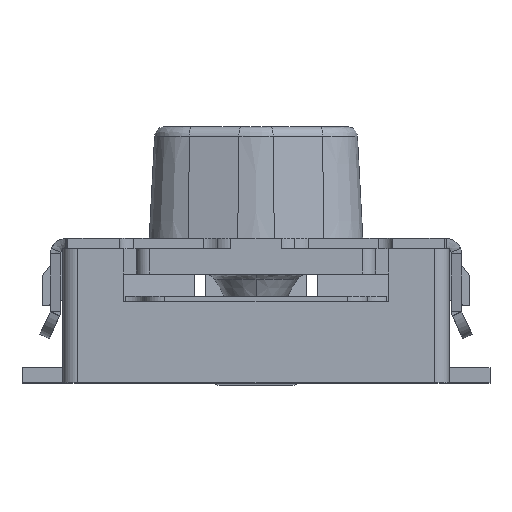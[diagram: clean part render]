
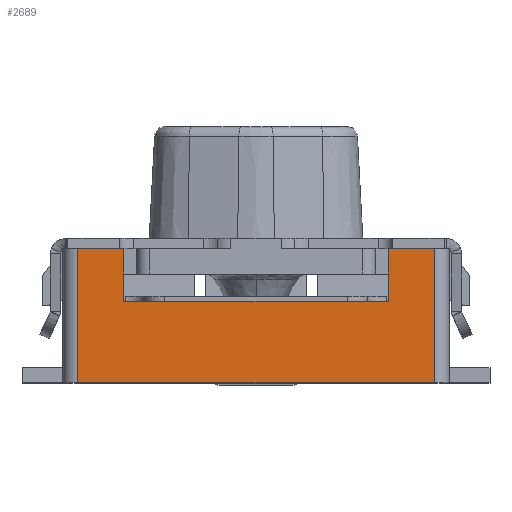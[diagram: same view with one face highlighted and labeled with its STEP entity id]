
A CAD part, top view. The second image highlights one B-rep face of the part: STEP entity #2689.
In plain terms, the highlighted planar face has unit normal (0, 0, 1).
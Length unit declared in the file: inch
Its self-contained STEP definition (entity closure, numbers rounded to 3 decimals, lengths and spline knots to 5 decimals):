
#499 = LINE ( 'NONE', #13327, #6919 ) ;
#522 = VECTOR ( 'NONE', #9106, 39.37008 ) ;
#773 = CARTESIAN_POINT ( 'NONE',  ( 0.05118, 0., 0.05512 ) ) ;
#780 = DIRECTION ( 'NONE',  ( -1., 0., 0. ) ) ;
#945 = CARTESIAN_POINT ( 'NONE',  ( 0.05118, 0.05197, 0.05512 ) ) ;
#1250 = VERTEX_POINT ( 'NONE', #5499 ) ;
#1262 = DIRECTION ( 'NONE',  ( 0., 1., 0. ) ) ;
#1684 = LINE ( 'NONE', #11358, #522 ) ;
#1734 = CARTESIAN_POINT ( 'NONE',  ( -0.0748, 0., 0.05512 ) ) ;
#1788 = CARTESIAN_POINT ( 'NONE',  ( -0.05118, 0.05197, 0.05512 ) ) ;
#2163 = ORIENTED_EDGE ( 'NONE', *, *, #8531, .T. ) ;
#2332 = VECTOR ( 'NONE', #5455, 39.37008 ) ;
#2425 = LINE ( 'NONE', #4550, #8370 ) ;
#2538 = CARTESIAN_POINT ( 'NONE',  ( -0.0748, 0.0315, 0.05512 ) ) ;
#2689 = ADVANCED_FACE ( 'NONE', ( #2826 ), #7480, .T. ) ;
#2723 = VECTOR ( 'NONE', #5149, 39.37008 ) ;
#2826 = FACE_OUTER_BOUND ( 'NONE', #9491, .T. ) ;
#2896 = DIRECTION ( 'NONE',  ( 0., 0., 1. ) ) ;
#2972 = DIRECTION ( 'NONE',  ( 1., 0., 0. ) ) ;
#3210 = ORIENTED_EDGE ( 'NONE', *, *, #9648, .T. ) ;
#3283 = ORIENTED_EDGE ( 'NONE', *, *, #4826, .T. ) ;
#4185 = CARTESIAN_POINT ( 'NONE',  ( -0.0689, 0., 0.05512 ) ) ;
#4256 = VERTEX_POINT ( 'NONE', #945 ) ;
#4307 = VERTEX_POINT ( 'NONE', #12550 ) ;
#4410 = DIRECTION ( 'NONE',  ( 0., -1., 0. ) ) ;
#4536 = EDGE_CURVE ( 'NONE', #1250, #11604, #13682, .T. ) ;
#4550 = CARTESIAN_POINT ( 'NONE',  ( -0.05118, 0., 0.05512 ) ) ;
#4787 = ORIENTED_EDGE ( 'NONE', *, *, #5804, .T. ) ;
#4826 = EDGE_CURVE ( 'NONE', #11002, #4256, #1684, .T. ) ;
#5149 = DIRECTION ( 'NONE',  ( 0., 1., 0. ) ) ;
#5455 = DIRECTION ( 'NONE',  ( 0., -1., 0. ) ) ;
#5499 = CARTESIAN_POINT ( 'NONE',  ( 0.0689, 0., 0.05512 ) ) ;
#5521 = LINE ( 'NONE', #773, #2332 ) ;
#5669 = VERTEX_POINT ( 'NONE', #1788 ) ;
#5730 = EDGE_CURVE ( 'NONE', #4307, #11604, #14625, .T. ) ;
#5804 = EDGE_CURVE ( 'NONE', #8240, #5669, #2425, .T. ) ;
#5833 = AXIS2_PLACEMENT_3D ( 'NONE', #1734, #2896, #2972 ) ;
#6129 = VERTEX_POINT ( 'NONE', #11124 ) ;
#6300 = LINE ( 'NONE', #10946, #2723 ) ;
#6608 = DIRECTION ( 'NONE',  ( -1., 0., 0. ) ) ;
#6643 = VECTOR ( 'NONE', #4410, 39.37008 ) ;
#6919 = VECTOR ( 'NONE', #6608, 39.37008 ) ;
#6967 = LINE ( 'NONE', #2538, #14089 ) ;
#7480 = PLANE ( 'NONE',  #5833 ) ;
#8108 = ORIENTED_EDGE ( 'NONE', *, *, #14743, .T. ) ;
#8240 = VERTEX_POINT ( 'NONE', #12673 ) ;
#8370 = VECTOR ( 'NONE', #1262, 39.37008 ) ;
#8531 = EDGE_CURVE ( 'NONE', #4256, #6129, #5521, .T. ) ;
#9079 = VECTOR ( 'NONE', #780, 39.37008 ) ;
#9106 = DIRECTION ( 'NONE',  ( -1., 0., 0. ) ) ;
#9301 = CARTESIAN_POINT ( 'NONE',  ( -0.0689, 0., 0.05512 ) ) ;
#9491 = EDGE_LOOP ( 'NONE', ( #11455, #8108, #3283, #2163, #12678, #4787, #3210, #13232 ) ) ;
#9648 = EDGE_CURVE ( 'NONE', #5669, #4307, #499, .T. ) ;
#10450 = DIRECTION ( 'NONE',  ( -1., 0., 0. ) ) ;
#10946 = CARTESIAN_POINT ( 'NONE',  ( 0.0689, 0., 0.05512 ) ) ;
#11002 = VERTEX_POINT ( 'NONE', #11391 ) ;
#11124 = CARTESIAN_POINT ( 'NONE',  ( 0.05118, 0.0315, 0.05512 ) ) ;
#11358 = CARTESIAN_POINT ( 'NONE',  ( -0.0748, 0.05197, 0.05512 ) ) ;
#11391 = CARTESIAN_POINT ( 'NONE',  ( 0.0689, 0.05197, 0.05512 ) ) ;
#11455 = ORIENTED_EDGE ( 'NONE', *, *, #4536, .F. ) ;
#11604 = VERTEX_POINT ( 'NONE', #9301 ) ;
#12550 = CARTESIAN_POINT ( 'NONE',  ( -0.0689, 0.05197, 0.05512 ) ) ;
#12673 = CARTESIAN_POINT ( 'NONE',  ( -0.05118, 0.0315, 0.05512 ) ) ;
#12678 = ORIENTED_EDGE ( 'NONE', *, *, #13805, .T. ) ;
#13232 = ORIENTED_EDGE ( 'NONE', *, *, #5730, .T. ) ;
#13327 = CARTESIAN_POINT ( 'NONE',  ( -0.0748, 0.05197, 0.05512 ) ) ;
#13536 = CARTESIAN_POINT ( 'NONE',  ( 0., 0., 0.05512 ) ) ;
#13682 = LINE ( 'NONE', #13536, #9079 ) ;
#13805 = EDGE_CURVE ( 'NONE', #6129, #8240, #6967, .T. ) ;
#14089 = VECTOR ( 'NONE', #10450, 39.37008 ) ;
#14625 = LINE ( 'NONE', #4185, #6643 ) ;
#14743 = EDGE_CURVE ( 'NONE', #1250, #11002, #6300, .T. ) ;
